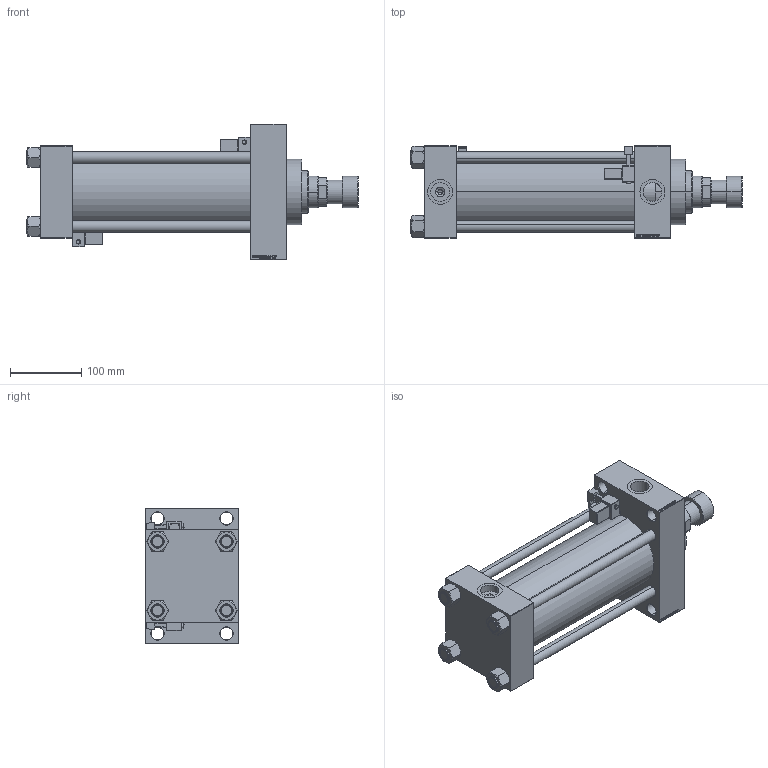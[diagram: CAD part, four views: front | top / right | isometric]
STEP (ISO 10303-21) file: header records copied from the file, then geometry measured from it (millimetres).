
FILE_DESCRIPTION (( 'STEP AP203' ), '1' );
FILE_NAME ('86dc.STEP', '2023-10-10T23:30:13', ( '' ), ( '' ), 'SwSTEP 2.0', 'SolidWorks 2019', '' );
FILE_SCHEMA (( 'CONFIG_CONTROL_DESIGN' ));
Length unit declared in the file: millimetre
Products named in the file (8): 86dc; V215_VC_A 2f26703a6e27836ef938c4b406cf220d; V215CR_ROD_END_F 2f26703a6e27836ef938c4b406cf220d; V215CR_D_TYCINKA 2f26703a6e27836ef938c4b406cf220d; V215CR_D_Body 2f26703a6e27836ef938c4b406cf220d; V215CR_MSU 2f26703a6e27836ef938c4b406cf220d; NUT_M5_D 2f26703a6e27836ef938c4b406cf220d; V215CR_VCP_D 2f26703a6e27836ef938c4b406cf220d
Assembly tree (14 placements, depth 2):
  86dc
    V215CR_D_Body 2f26703a6e27836ef938c4b406cf220d
    V215CR_VCP_D 2f26703a6e27836ef938c4b406cf220d
    NUT_M5_D 2f26703a6e27836ef938c4b406cf220d  x4
    V215CR_D_TYCINKA 2f26703a6e27836ef938c4b406cf220d  x4
    V215_VC_A 2f26703a6e27836ef938c4b406cf220d
    V215CR_ROD_END_F 2f26703a6e27836ef938c4b406cf220d
    V215CR_MSU 2f26703a6e27836ef938c4b406cf220d  x2
Bounding box: 467 x 130 x 190 mm (x, y, z)
Volume: 3289958.6 mm3; surface area: 553835.7 mm2
Topology: 14 solids, 14 shells, 1318 faces, 3285 edges, 2091 vertices
Faces by surface type: plane 606, bspline 368, cylinder 152, cone 144, torus 24, sphere 24
Entity records: 50314 total; most frequent: CARTESIAN_POINT 25586, ORIENTED_EDGE 5452, DIRECTION 3730, EDGE_CURVE 2726, VERTEX_POINT 1773, VECTOR 1632, LINE 1632, EDGE_LOOP 1221
